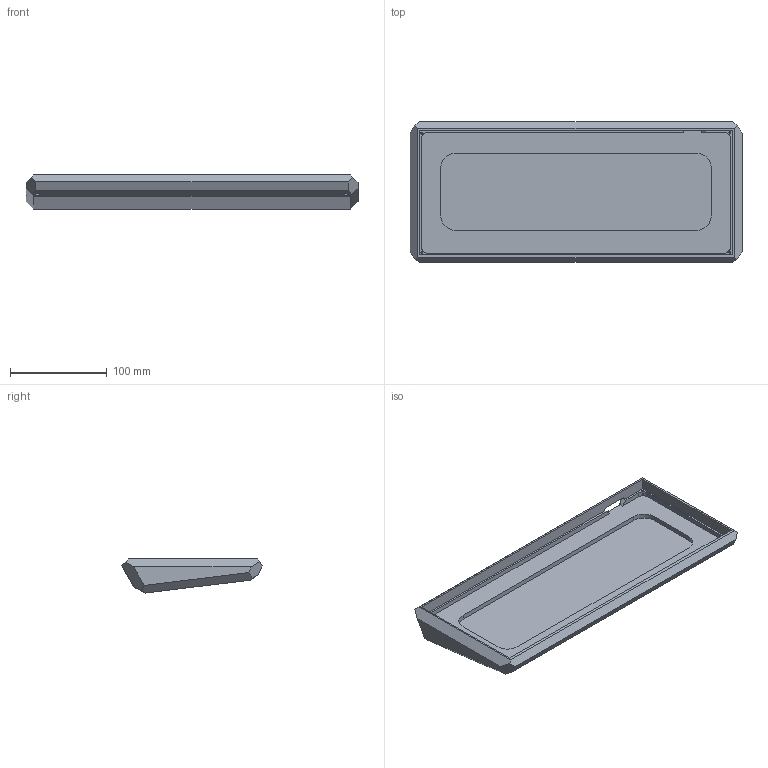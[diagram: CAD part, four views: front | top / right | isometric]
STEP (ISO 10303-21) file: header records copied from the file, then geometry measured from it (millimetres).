
FILE_DESCRIPTION(/* description */ (''),/* implementation_level */ '2;1');
FILE_NAME(/* name */ 'personal 75% case.step',/* time_stamp */ '2023-03-08T11:12:15-08:00',/* author */ (''),/* organization */ (''),/* preprocessor_version */ 'ST-DEVELOPER v19.2',/* originating_system */ 'Autodesk Translation Framework v11.17.0.187',/* authorisation */ '');
FILE_SCHEMA (('AUTOMOTIVE_DESIGN { 1 0 10303 214 3 1 1 }'));
Length unit declared in the file: millimetre
Products named in the file (3): personal 75% case; keyboard PCB; Component2
Assembly tree (2 placements, depth 2):
  personal 75% case
    keyboard PCB
    Component2
Bounding box: 343.91 x 145.5 x 35.23 mm (x, y, z)
Volume: 497855 mm3; surface area: 133671.1 mm2
Topology: 1 solids, 1 shells, 72 faces, 199 edges, 132 vertices
Faces by surface type: plane 45, cylinder 27
Full cylindrical faces by diameter (mm): 2 x4, 4 x4
Entity records: 2416 total; most frequent: DIRECTION 411, CARTESIAN_POINT 408, ORIENTED_EDGE 398, EDGE_CURVE 199, LINE 141, VECTOR 141, AXIS2_PLACEMENT_3D 135, VERTEX_POINT 132
